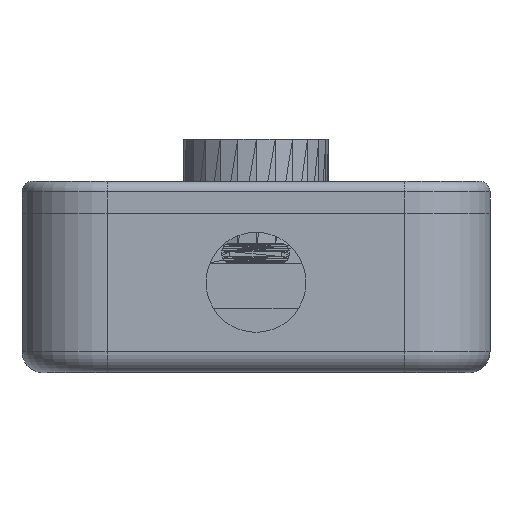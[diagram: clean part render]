
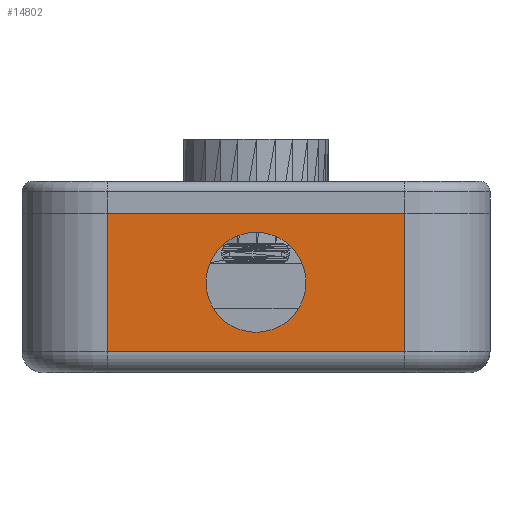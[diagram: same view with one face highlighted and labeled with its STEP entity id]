
A CAD part, front view. The second image highlights one B-rep face of the part: STEP entity #14802.
In plain terms, the highlighted planar face has unit normal (0, -1, 0).
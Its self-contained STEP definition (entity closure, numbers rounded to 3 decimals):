
#429 = VERTEX_POINT ( 'NONE', #17603 ) ;
#471 = EDGE_CURVE ( 'NONE', #15573, #16646, #3509, .T. ) ;
#574 = PLANE ( 'NONE',  #3848 ) ;
#744 = EDGE_LOOP ( 'NONE', ( #12331, #25731 ) ) ;
#822 = VECTOR ( 'NONE', #13994, 1000. ) ;
#860 = CARTESIAN_POINT ( 'NONE',  ( 0., -150.13, -1.8 ) ) ;
#1355 = DIRECTION ( 'NONE',  ( 0., -1., 0. ) ) ;
#1802 = CARTESIAN_POINT ( 'NONE',  ( 14., -150.13, -13. ) ) ;
#3379 = AXIS2_PLACEMENT_3D ( 'NONE', #23582, #19848, #4956 ) ;
#3509 = LINE ( 'NONE', #14123, #822 ) ;
#3848 = AXIS2_PLACEMENT_3D ( 'NONE', #17683, #1355, #17543 ) ;
#4080 = EDGE_CURVE ( 'NONE', #16646, #11744, #22734, .T. ) ;
#4278 = CARTESIAN_POINT ( 'NONE',  ( -14., -150.13, -13. ) ) ;
#4926 = VECTOR ( 'NONE', #6173, 1000. ) ;
#4956 = DIRECTION ( 'NONE',  ( 0., 0., -1. ) ) ;
#6173 = DIRECTION ( 'NONE',  ( -1., 0., 0. ) ) ;
#6432 = DIRECTION ( 'NONE',  ( 0., 0., 1. ) ) ;
#6560 = EDGE_CURVE ( 'NONE', #19332, #429, #24748, .T. ) ;
#7010 = VERTEX_POINT ( 'NONE', #24735 ) ;
#7040 = EDGE_LOOP ( 'NONE', ( #26039, #25837, #21778, #24158 ) ) ;
#9570 = EDGE_CURVE ( 'NONE', #7010, #15573, #11280, .T. ) ;
#11048 = CARTESIAN_POINT ( 'NONE',  ( 14., -150.13, 0. ) ) ;
#11280 = LINE ( 'NONE', #26034, #24774 ) ;
#11326 = FACE_BOUND ( 'NONE', #744, .T. ) ;
#11540 = DIRECTION ( 'NONE',  ( 0., -1., 0. ) ) ;
#11744 = VERTEX_POINT ( 'NONE', #11048 ) ;
#12331 = ORIENTED_EDGE ( 'NONE', *, *, #25404, .F. ) ;
#13994 = DIRECTION ( 'NONE',  ( 1., 0., 0. ) ) ;
#14123 = CARTESIAN_POINT ( 'NONE',  ( 14., -150.13, -13. ) ) ;
#14187 = CARTESIAN_POINT ( 'NONE',  ( -22., -150.13, 0. ) ) ;
#14468 = LINE ( 'NONE', #14187, #4926 ) ;
#14802 = ADVANCED_FACE ( 'NONE', ( #11326, #19604 ), #574, .T. ) ;
#15431 = VECTOR ( 'NONE', #6432, 1000. ) ;
#15567 = DIRECTION ( 'NONE',  ( 0., 0., -1. ) ) ;
#15573 = VERTEX_POINT ( 'NONE', #4278 ) ;
#16599 = CIRCLE ( 'NONE', #3379, 4.7 ) ;
#16646 = VERTEX_POINT ( 'NONE', #1802 ) ;
#17543 = DIRECTION ( 'NONE',  ( 0., 0., -1. ) ) ;
#17603 = CARTESIAN_POINT ( 'NONE',  ( 0., -150.13, -11.2 ) ) ;
#17683 = CARTESIAN_POINT ( 'NONE',  ( -22., -150.13, -15. ) ) ;
#17721 = AXIS2_PLACEMENT_3D ( 'NONE', #22162, #11540, #19960 ) ;
#18160 = EDGE_CURVE ( 'NONE', #11744, #7010, #14468, .T. ) ;
#18986 = CARTESIAN_POINT ( 'NONE',  ( 14., -150.13, -15. ) ) ;
#19332 = VERTEX_POINT ( 'NONE', #860 ) ;
#19604 = FACE_OUTER_BOUND ( 'NONE', #7040, .T. ) ;
#19848 = DIRECTION ( 'NONE',  ( 0., -1., 0. ) ) ;
#19960 = DIRECTION ( 'NONE',  ( 0., 0., -1. ) ) ;
#21778 = ORIENTED_EDGE ( 'NONE', *, *, #4080, .T. ) ;
#22162 = CARTESIAN_POINT ( 'NONE',  ( 0., -150.13, -6.5 ) ) ;
#22734 = LINE ( 'NONE', #18986, #15431 ) ;
#23582 = CARTESIAN_POINT ( 'NONE',  ( 0., -150.13, -6.5 ) ) ;
#24158 = ORIENTED_EDGE ( 'NONE', *, *, #18160, .T. ) ;
#24735 = CARTESIAN_POINT ( 'NONE',  ( -14., -150.13, 0. ) ) ;
#24748 = CIRCLE ( 'NONE', #17721, 4.7 ) ;
#24774 = VECTOR ( 'NONE', #15567, 1000. ) ;
#25404 = EDGE_CURVE ( 'NONE', #429, #19332, #16599, .T. ) ;
#25731 = ORIENTED_EDGE ( 'NONE', *, *, #6560, .F. ) ;
#25837 = ORIENTED_EDGE ( 'NONE', *, *, #471, .T. ) ;
#26034 = CARTESIAN_POINT ( 'NONE',  ( -14., -150.13, -15. ) ) ;
#26039 = ORIENTED_EDGE ( 'NONE', *, *, #9570, .T. ) ;
